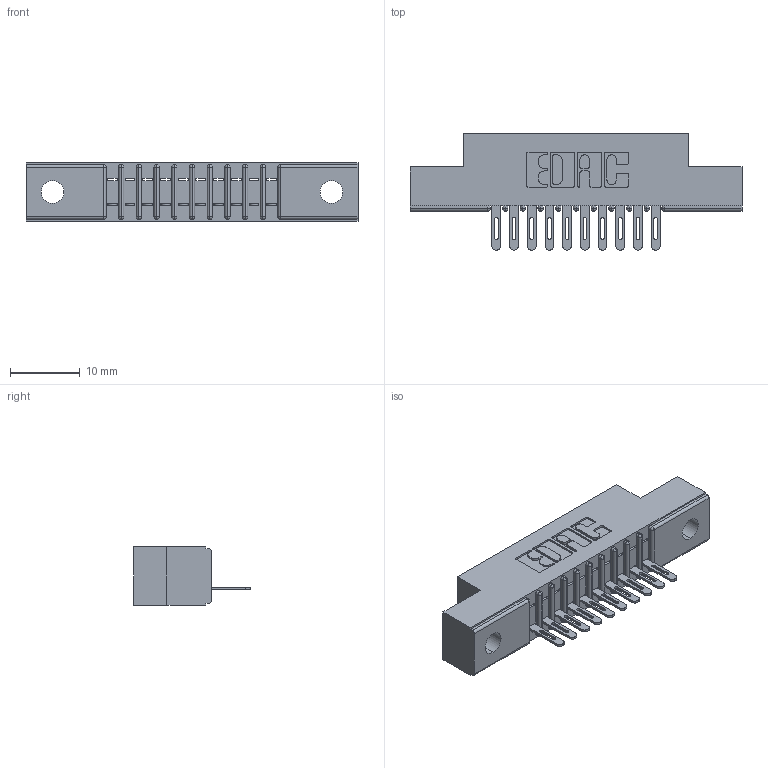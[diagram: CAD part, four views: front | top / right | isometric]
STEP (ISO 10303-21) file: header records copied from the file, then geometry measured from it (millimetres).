
FILE_DESCRIPTION (( 'STEP AP203' ), '1' );
FILE_NAME ('341-010-500-102.STEP', '2019-08-09T16:13:39', ( '' ), ( '' ), 'SwSTEP 2.0', 'SolidWorks 2016', '' );
FILE_SCHEMA (( 'CONFIG_CONTROL_DESIGN' ));
Length unit declared in the file: inch
Products named in the file (3): 341-292-001_341-292-100; 341 Part_.128 (3.25) Dia Mounting Holes; 341-010-500-102
Assembly tree (11 placements, depth 2):
  341-010-500-102
    341 Part_.128 (3.25) Dia Mounting Holes
    341-292-001_341-292-100  x10
Bounding box: 47.62 x 16.69 x 8.38 mm (x, y, z)
Volume: 2645.3 mm3; surface area: 4135.8 mm2
Topology: 11 solids, 11 shells, 936 faces, 2686 edges, 1726 vertices
Faces by surface type: plane 558, cylinder 338, sphere 22, torus 18
Entity records: 16055 total; most frequent: CARTESIAN_POINT 2712, ORIENTED_EDGE 2700, DIRECTION 2648, EDGE_CURVE 1350, VECTOR 1052, LINE 1052, VERTEX_POINT 862, AXIS2_PLACEMENT_3D 798
